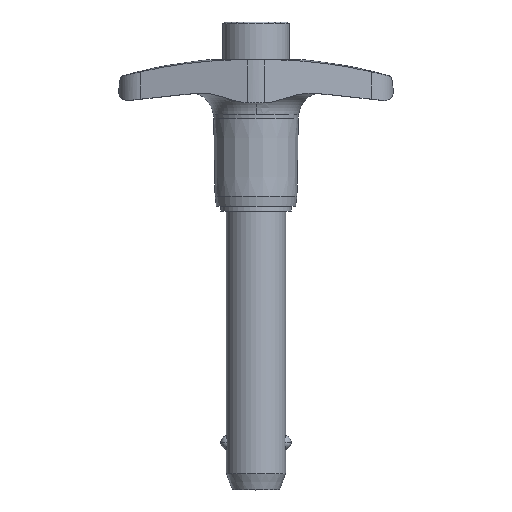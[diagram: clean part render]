
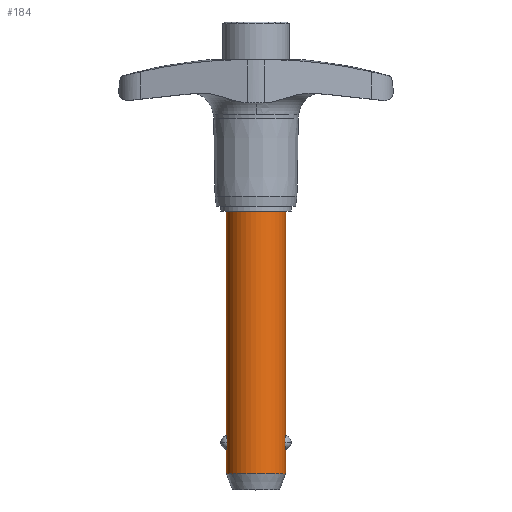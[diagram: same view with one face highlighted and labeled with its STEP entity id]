
A CAD part, top view. The second image highlights one B-rep face of the part: STEP entity #184.
In plain terms, the highlighted cylindrical face has radius 6.35 mm (diameter 12.7 mm), a partial arc.
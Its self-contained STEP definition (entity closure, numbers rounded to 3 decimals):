
#184=ADVANCED_FACE('',(#388),#389,.T.);
#388=FACE_OUTER_BOUND('',#611,.T.);
#389=CYLINDRICAL_SURFACE('',#612,6.35);
#611=EDGE_LOOP('',(#1106,#1107,#1108,#1109,#1110,#1111,#1112,#1113,#1114,#1115));
#612=AXIS2_PLACEMENT_3D('',#1116,#1117,#1118);
#1106=ORIENTED_EDGE('',*,*,#1567,.T.);
#1107=ORIENTED_EDGE('',*,*,#1560,.T.);
#1108=ORIENTED_EDGE('',*,*,#1578,.T.);
#1109=ORIENTED_EDGE('',*,*,#1571,.T.);
#1110=ORIENTED_EDGE('',*,*,#1579,.F.);
#1111=ORIENTED_EDGE('',*,*,#1569,.T.);
#1112=ORIENTED_EDGE('',*,*,#1521,.T.);
#1113=ORIENTED_EDGE('',*,*,#1544,.T.);
#1114=ORIENTED_EDGE('',*,*,#1568,.T.);
#1115=ORIENTED_EDGE('',*,*,#1398,.T.);
#1116=CARTESIAN_POINT('',(0.0,-29.972,0.0));
#1117=DIRECTION('',(-0.0,1.0,0.0));
#1118=DIRECTION('',(1.0,0.0,0.0));
#1398=EDGE_CURVE('',#1691,#1689,#1692,.T.);
#1521=EDGE_CURVE('',#1890,#1887,#1891,.T.);
#1544=EDGE_CURVE('',#1887,#1922,#1924,.T.);
#1560=EDGE_CURVE('',#1943,#1941,#1944,.T.);
#1567=EDGE_CURVE('',#1689,#1943,#1953,.T.);
#1568=EDGE_CURVE('',#1922,#1691,#1954,.T.);
#1569=EDGE_CURVE('',#1955,#1890,#1956,.T.);
#1571=EDGE_CURVE('',#1959,#1957,#1960,.T.);
#1578=EDGE_CURVE('',#1941,#1959,#1967,.T.);
#1579=EDGE_CURVE('',#1955,#1957,#1968,.T.);
#1689=VERTEX_POINT('',#2309);
#1691=VERTEX_POINT('',#2312);
#1692=CIRCLE('',#2313,6.35);
#1887=VERTEX_POINT('',#3386);
#1890=VERTEX_POINT('',#3389);
#1891=B_SPLINE_CURVE_WITH_KNOTS('',3,(#3390,#3391,#3392,#3393,#3394,#3395,#3396,#3397,#3398,#3399,#3400,#3401,#3402,#3403),.UNSPECIFIED.,.F.,.F.,(4,2,2,2,2,2,4),(6.663,7.038,7.413,7.642,7.871,8.377,8.884),.UNSPECIFIED.);
#1922=VERTEX_POINT('',#3538);
#1924=B_SPLINE_CURVE_WITH_KNOTS('',3,(#3553,#3554,#3555,#3556,#3557,#3558,#3559,#3560,#3561,#3562,#3563,#3564,#3565,#3566),.UNSPECIFIED.,.F.,.F.,(4,2,2,2,2,2,4),(0.0,0.507,1.013,1.242,1.471,1.846,2.221),.UNSPECIFIED.);
#1941=VERTEX_POINT('',#3620);
#1943=VERTEX_POINT('',#3622);
#1944=B_SPLINE_CURVE_WITH_KNOTS('',3,(#3623,#3624,#3625,#3626,#3627,#3628,#3629,#3630,#3631,#3632,#3633,#3634,#3635,#3636),.UNSPECIFIED.,.F.,.F.,(4,2,2,2,2,2,4),(2.221,2.596,2.971,3.2,3.429,3.935,4.442),.UNSPECIFIED.);
#1953=LINE('',#3660,#3661);
#1954=LINE('',#3662,#3663);
#1955=VERTEX_POINT('',#3664);
#1956=LINE('',#3665,#3666);
#1957=VERTEX_POINT('',#3667);
#1959=VERTEX_POINT('',#3669);
#1960=LINE('',#3670,#3671);
#1967=B_SPLINE_CURVE_WITH_KNOTS('',3,(#3691,#3692,#3693,#3694,#3695,#3696,#3697,#3698,#3699,#3700,#3701,#3702,#3703,#3704),.UNSPECIFIED.,.F.,.F.,(4,2,2,2,2,2,4),(4.442,4.948,5.455,5.684,5.912,6.288,6.663),.UNSPECIFIED.);
#1968=CIRCLE('',#3705,6.35);
#2309=CARTESIAN_POINT('',(6.35,-56.439,0.0));
#2312=CARTESIAN_POINT('',(-6.35,-56.439,0.));
#2313=AXIS2_PLACEMENT_3D('',#3961,#3962,#3963);
#3386=CARTESIAN_POINT('',(-6.172,-49.728,1.495));
#3389=CARTESIAN_POINT('',(-6.35,-48.26,0.));
#3390=CARTESIAN_POINT('',(-6.35,-48.26,0.));
#3391=CARTESIAN_POINT('',(-6.35,-48.26,0.125));
#3392=CARTESIAN_POINT('',(-6.346,-48.276,0.261));
#3393=CARTESIAN_POINT('',(-6.33,-48.345,0.522));
#3394=CARTESIAN_POINT('',(-6.318,-48.398,0.648));
#3395=CARTESIAN_POINT('',(-6.297,-48.497,0.822));
#3396=CARTESIAN_POINT('',(-6.288,-48.543,0.891));
#3397=CARTESIAN_POINT('',(-6.268,-48.648,1.019));
#3398=CARTESIAN_POINT('',(-6.258,-48.706,1.079));
#3399=CARTESIAN_POINT('',(-6.229,-48.888,1.24));
#3400=CARTESIAN_POINT('',(-6.208,-49.043,1.336));
#3401=CARTESIAN_POINT('',(-6.179,-49.379,1.464));
#3402=CARTESIAN_POINT('',(-6.172,-49.56,1.495));
#3403=CARTESIAN_POINT('',(-6.172,-49.728,1.495));
#3538=CARTESIAN_POINT('',(-6.35,-51.197,0.));
#3553=CARTESIAN_POINT('',(-6.172,-49.728,1.495));
#3554=CARTESIAN_POINT('',(-6.172,-49.897,1.495));
#3555=CARTESIAN_POINT('',(-6.179,-50.078,1.464));
#3556=CARTESIAN_POINT('',(-6.208,-50.414,1.336));
#3557=CARTESIAN_POINT('',(-6.229,-50.569,1.24));
#3558=CARTESIAN_POINT('',(-6.258,-50.751,1.079));
#3559=CARTESIAN_POINT('',(-6.268,-50.809,1.019));
#3560=CARTESIAN_POINT('',(-6.288,-50.913,0.891));
#3561=CARTESIAN_POINT('',(-6.297,-50.96,0.822));
#3562=CARTESIAN_POINT('',(-6.318,-51.059,0.648));
#3563=CARTESIAN_POINT('',(-6.33,-51.112,0.522));
#3564=CARTESIAN_POINT('',(-6.346,-51.181,0.261));
#3565=CARTESIAN_POINT('',(-6.35,-51.197,0.125));
#3566=CARTESIAN_POINT('',(-6.35,-51.197,0.));
#3620=CARTESIAN_POINT('',(6.172,-49.728,1.495));
#3622=CARTESIAN_POINT('',(6.35,-51.197,0.));
#3623=CARTESIAN_POINT('',(6.35,-51.197,0.0));
#3624=CARTESIAN_POINT('',(6.35,-51.197,0.125));
#3625=CARTESIAN_POINT('',(6.346,-51.181,0.261));
#3626=CARTESIAN_POINT('',(6.33,-51.112,0.522));
#3627=CARTESIAN_POINT('',(6.318,-51.059,0.648));
#3628=CARTESIAN_POINT('',(6.297,-50.96,0.822));
#3629=CARTESIAN_POINT('',(6.288,-50.913,0.891));
#3630=CARTESIAN_POINT('',(6.268,-50.809,1.019));
#3631=CARTESIAN_POINT('',(6.258,-50.751,1.079));
#3632=CARTESIAN_POINT('',(6.229,-50.569,1.24));
#3633=CARTESIAN_POINT('',(6.208,-50.414,1.336));
#3634=CARTESIAN_POINT('',(6.179,-50.078,1.464));
#3635=CARTESIAN_POINT('',(6.172,-49.897,1.495));
#3636=CARTESIAN_POINT('',(6.172,-49.728,1.495));
#3660=CARTESIAN_POINT('',(6.35,-29.972,0.));
#3661=VECTOR('',#4116,1.0);
#3662=CARTESIAN_POINT('',(-6.35,-29.972,0.));
#3663=VECTOR('',#4117,1.0);
#3664=CARTESIAN_POINT('',(-6.35,0.0,0.));
#3665=CARTESIAN_POINT('',(-6.35,-29.972,0.));
#3666=VECTOR('',#4118,1.0);
#3667=CARTESIAN_POINT('',(6.35,0.0,0.0));
#3669=CARTESIAN_POINT('',(6.35,-48.26,0.));
#3670=CARTESIAN_POINT('',(6.35,-29.972,0.));
#3671=VECTOR('',#4122,1.0);
#3691=CARTESIAN_POINT('',(6.172,-49.728,1.495));
#3692=CARTESIAN_POINT('',(6.172,-49.56,1.495));
#3693=CARTESIAN_POINT('',(6.179,-49.379,1.464));
#3694=CARTESIAN_POINT('',(6.208,-49.043,1.336));
#3695=CARTESIAN_POINT('',(6.229,-48.888,1.24));
#3696=CARTESIAN_POINT('',(6.258,-48.706,1.079));
#3697=CARTESIAN_POINT('',(6.268,-48.648,1.019));
#3698=CARTESIAN_POINT('',(6.288,-48.543,0.891));
#3699=CARTESIAN_POINT('',(6.297,-48.497,0.822));
#3700=CARTESIAN_POINT('',(6.318,-48.398,0.648));
#3701=CARTESIAN_POINT('',(6.33,-48.345,0.522));
#3702=CARTESIAN_POINT('',(6.346,-48.276,0.261));
#3703=CARTESIAN_POINT('',(6.35,-48.26,0.125));
#3704=CARTESIAN_POINT('',(6.35,-48.26,0.));
#3705=AXIS2_PLACEMENT_3D('',#4129,#4130,#4131);
#3961=CARTESIAN_POINT('',(0.0,-56.439,0.0));
#3962=DIRECTION('',(0.,1.0,0.0));
#3963=DIRECTION('',(1.0,0.,0.0));
#4116=DIRECTION('',(0.0,1.0,0.0));
#4117=DIRECTION('',(-0.0,-1.0,-0.0));
#4118=DIRECTION('',(-0.0,-1.0,-0.0));
#4122=DIRECTION('',(0.0,1.0,0.0));
#4129=CARTESIAN_POINT('',(0.0,0.0,0.0));
#4130=DIRECTION('',(-0.0,1.0,0.0));
#4131=DIRECTION('',(1.0,0.0,0.0));
